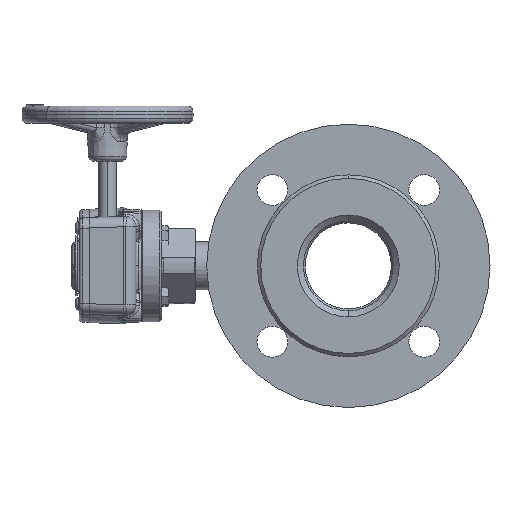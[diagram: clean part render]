
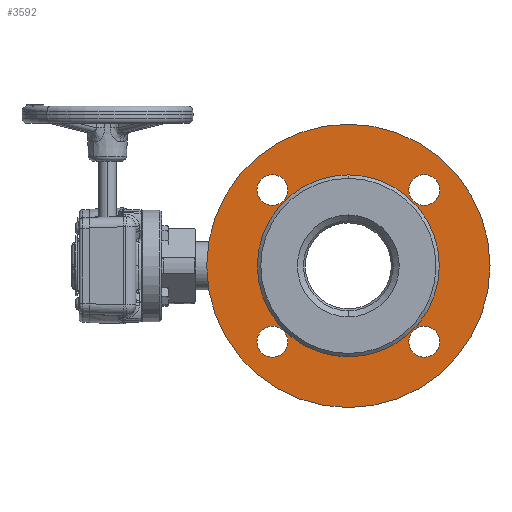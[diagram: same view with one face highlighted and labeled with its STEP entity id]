
A CAD part, left-side view. The second image highlights one B-rep face of the part: STEP entity #3592.
In plain terms, the highlighted planar face has unit normal (-1, 0, 0).
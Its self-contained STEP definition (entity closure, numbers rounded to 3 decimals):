
#388 = CARTESIAN_POINT ( 'NONE',  ( -113., 26.948, -44.194 ) ) ;
#1003 = CIRCLE ( 'NONE', #19629, 9. ) ;
#1181 = CARTESIAN_POINT ( 'NONE',  ( -113., 115.337, 44.194 ) ) ;
#1611 = FACE_BOUND ( 'NONE', #15299, .T. ) ;
#1835 = FACE_BOUND ( 'NONE', #5318, .T. ) ;
#2680 = CARTESIAN_POINT ( 'NONE',  ( -113., 115.337, 44.194 ) ) ;
#2864 = DIRECTION ( 'NONE',  ( -1., 0., 0. ) ) ;
#3001 = AXIS2_PLACEMENT_3D ( 'NONE', #388, #14517, #14311 ) ;
#3240 = DIRECTION ( 'NONE',  ( 0., 0., 1. ) ) ;
#3592 = ADVANCED_FACE ( 'NONE', ( #1611, #15302, #18895, #1835, #32619, #42745 ), #15536, .F. ) ;
#4156 = CARTESIAN_POINT ( 'NONE',  ( -113., 115.337, -35.194 ) ) ;
#4229 = EDGE_LOOP ( 'NONE', ( #18327, #17365 ) ) ;
#4427 = CARTESIAN_POINT ( 'NONE',  ( -113., 71.142, -53. ) ) ;
#4791 = CARTESIAN_POINT ( 'NONE',  ( -113., 71.142, -82.5 ) ) ;
#4985 = DIRECTION ( 'NONE',  ( 0., 0., 1. ) ) ;
#5221 = DIRECTION ( 'NONE',  ( -1., 0., 0. ) ) ;
#5318 = EDGE_LOOP ( 'NONE', ( #5815, #8694 ) ) ;
#5815 = ORIENTED_EDGE ( 'NONE', *, *, #28890, .F. ) ;
#5985 = DIRECTION ( 'NONE',  ( 0., 0., 1. ) ) ;
#5993 = EDGE_CURVE ( 'NONE', #30071, #17867, #30397, .T. ) ;
#6151 = CIRCLE ( 'NONE', #11185, 9. ) ;
#7070 = VERTEX_POINT ( 'NONE', #20256 ) ;
#7302 = EDGE_CURVE ( 'NONE', #40196, #29321, #9669, .T. ) ;
#7714 = DIRECTION ( 'NONE',  ( 0., 0., 1. ) ) ;
#7932 = EDGE_LOOP ( 'NONE', ( #10004, #33630 ) ) ;
#8589 = CARTESIAN_POINT ( 'NONE',  ( -113., 26.948, -44.194 ) ) ;
#8694 = ORIENTED_EDGE ( 'NONE', *, *, #5993, .F. ) ;
#9669 = CIRCLE ( 'NONE', #21142, 9. ) ;
#10004 = ORIENTED_EDGE ( 'NONE', *, *, #42299, .F. ) ;
#11016 = ORIENTED_EDGE ( 'NONE', *, *, #31967, .F. ) ;
#11185 = AXIS2_PLACEMENT_3D ( 'NONE', #8589, #15537, #35332 ) ;
#11530 = CARTESIAN_POINT ( 'NONE',  ( -113., 115.337, -53.194 ) ) ;
#11952 = CIRCLE ( 'NONE', #37840, 53. ) ;
#12182 = DIRECTION ( 'NONE',  ( 1., 0., 0. ) ) ;
#12616 = AXIS2_PLACEMENT_3D ( 'NONE', #42521, #24997, #7714 ) ;
#13949 = ORIENTED_EDGE ( 'NONE', *, *, #32931, .F. ) ;
#14126 = DIRECTION ( 'NONE',  ( 0., 0., -1. ) ) ;
#14311 = DIRECTION ( 'NONE',  ( 0., 0., -1. ) ) ;
#14517 = DIRECTION ( 'NONE',  ( -1., 0., 0. ) ) ;
#14530 = EDGE_LOOP ( 'NONE', ( #13949, #34589 ) ) ;
#14557 = CARTESIAN_POINT ( 'NONE',  ( -113., 71.142, 53. ) ) ;
#14863 = AXIS2_PLACEMENT_3D ( 'NONE', #42971, #12182, #25882 ) ;
#14871 = EDGE_LOOP ( 'NONE', ( #14983, #23512 ) ) ;
#14983 = ORIENTED_EDGE ( 'NONE', *, *, #35471, .T. ) ;
#15299 = EDGE_LOOP ( 'NONE', ( #36098, #11016 ) ) ;
#15302 = FACE_BOUND ( 'NONE', #14530, .T. ) ;
#15536 = PLANE ( 'NONE',  #14863 ) ;
#15537 = DIRECTION ( 'NONE',  ( -1., 0., 0. ) ) ;
#16200 = CARTESIAN_POINT ( 'NONE',  ( -113., 71.142, 0. ) ) ;
#16372 = DIRECTION ( 'NONE',  ( -1., 0., 0. ) ) ;
#16449 = DIRECTION ( 'NONE',  ( 0., 0., 1. ) ) ;
#17365 = ORIENTED_EDGE ( 'NONE', *, *, #23231, .F. ) ;
#17867 = VERTEX_POINT ( 'NONE', #4156 ) ;
#18327 = ORIENTED_EDGE ( 'NONE', *, *, #7302, .F. ) ;
#18895 = FACE_BOUND ( 'NONE', #4229, .T. ) ;
#18984 = CIRCLE ( 'NONE', #41294, 9. ) ;
#19562 = VERTEX_POINT ( 'NONE', #39402 ) ;
#19629 = AXIS2_PLACEMENT_3D ( 'NONE', #1181, #36820, #26494 ) ;
#19674 = CARTESIAN_POINT ( 'NONE',  ( -113., 71.142, 0. ) ) ;
#20256 = CARTESIAN_POINT ( 'NONE',  ( -113., 26.948, 35.194 ) ) ;
#21142 = AXIS2_PLACEMENT_3D ( 'NONE', #2680, #16372, #14126 ) ;
#22489 = AXIS2_PLACEMENT_3D ( 'NONE', #35768, #37891, #4985 ) ;
#22930 = AXIS2_PLACEMENT_3D ( 'NONE', #19674, #36764, #5985 ) ;
#23173 = DIRECTION ( 'NONE',  ( 0., 0., 1. ) ) ;
#23231 = EDGE_CURVE ( 'NONE', #29321, #40196, #1003, .T. ) ;
#23304 = CARTESIAN_POINT ( 'NONE',  ( -113., 26.948, 44.194 ) ) ;
#23512 = ORIENTED_EDGE ( 'NONE', *, *, #36194, .T. ) ;
#24128 = CARTESIAN_POINT ( 'NONE',  ( -113., 71.142, 82.5 ) ) ;
#24359 = CIRCLE ( 'NONE', #32929, 9. ) ;
#24374 = CIRCLE ( 'NONE', #22930, 82.5 ) ;
#24645 = DIRECTION ( 'NONE',  ( -1., 0., 0. ) ) ;
#24936 = EDGE_CURVE ( 'NONE', #7070, #19562, #18984, .T. ) ;
#24997 = DIRECTION ( 'NONE',  ( -1., 0., 0. ) ) ;
#25096 = AXIS2_PLACEMENT_3D ( 'NONE', #38805, #24645, #35649 ) ;
#25882 = DIRECTION ( 'NONE',  ( 0., 0., -1. ) ) ;
#26097 = CARTESIAN_POINT ( 'NONE',  ( -113., 26.948, -35.194 ) ) ;
#26389 = DIRECTION ( 'NONE',  ( -1., 0., 0. ) ) ;
#26494 = DIRECTION ( 'NONE',  ( 0., 0., -1. ) ) ;
#26942 = CARTESIAN_POINT ( 'NONE',  ( -113., 115.337, 53.194 ) ) ;
#28010 = VERTEX_POINT ( 'NONE', #4427 ) ;
#28424 = CARTESIAN_POINT ( 'NONE',  ( -113., 26.948, -53.194 ) ) ;
#28890 = EDGE_CURVE ( 'NONE', #17867, #30071, #43780, .T. ) ;
#29321 = VERTEX_POINT ( 'NONE', #42693 ) ;
#30046 = VERTEX_POINT ( 'NONE', #4791 ) ;
#30071 = VERTEX_POINT ( 'NONE', #11530 ) ;
#30397 = CIRCLE ( 'NONE', #22489, 9. ) ;
#30508 = VERTEX_POINT ( 'NONE', #14557 ) ;
#31967 = EDGE_CURVE ( 'NONE', #43381, #36137, #33864, .T. ) ;
#32619 = FACE_BOUND ( 'NONE', #7932, .T. ) ;
#32929 = AXIS2_PLACEMENT_3D ( 'NONE', #23304, #2864, #37023 ) ;
#32931 = EDGE_CURVE ( 'NONE', #19562, #7070, #24359, .T. ) ;
#33404 = CIRCLE ( 'NONE', #12616, 53. ) ;
#33630 = ORIENTED_EDGE ( 'NONE', *, *, #44472, .F. ) ;
#33864 = CIRCLE ( 'NONE', #3001, 9. ) ;
#34019 = CARTESIAN_POINT ( 'NONE',  ( -113., 71.142, 0. ) ) ;
#34589 = ORIENTED_EDGE ( 'NONE', *, *, #24936, .F. ) ;
#35332 = DIRECTION ( 'NONE',  ( 0., 0., -1. ) ) ;
#35471 = EDGE_CURVE ( 'NONE', #42621, #30046, #24374, .T. ) ;
#35649 = DIRECTION ( 'NONE',  ( 0., 0., 1. ) ) ;
#35768 = CARTESIAN_POINT ( 'NONE',  ( -113., 115.337, -44.194 ) ) ;
#35865 = AXIS2_PLACEMENT_3D ( 'NONE', #16200, #5221, #23173 ) ;
#36098 = ORIENTED_EDGE ( 'NONE', *, *, #42291, .F. ) ;
#36137 = VERTEX_POINT ( 'NONE', #26097 ) ;
#36194 = EDGE_CURVE ( 'NONE', #30046, #42621, #43052, .T. ) ;
#36764 = DIRECTION ( 'NONE',  ( -1., 0., 0. ) ) ;
#36820 = DIRECTION ( 'NONE',  ( -1., 0., 0. ) ) ;
#37023 = DIRECTION ( 'NONE',  ( 0., 0., 1. ) ) ;
#37149 = CARTESIAN_POINT ( 'NONE',  ( -113., 26.948, 44.194 ) ) ;
#37840 = AXIS2_PLACEMENT_3D ( 'NONE', #34019, #26389, #3240 ) ;
#37891 = DIRECTION ( 'NONE',  ( -1., 0., 0. ) ) ;
#38805 = CARTESIAN_POINT ( 'NONE',  ( -113., 115.337, -44.194 ) ) ;
#39402 = CARTESIAN_POINT ( 'NONE',  ( -113., 26.948, 53.194 ) ) ;
#40196 = VERTEX_POINT ( 'NONE', #26942 ) ;
#40299 = DIRECTION ( 'NONE',  ( -1., 0., 0. ) ) ;
#41294 = AXIS2_PLACEMENT_3D ( 'NONE', #37149, #40299, #16449 ) ;
#42291 = EDGE_CURVE ( 'NONE', #36137, #43381, #6151, .T. ) ;
#42299 = EDGE_CURVE ( 'NONE', #28010, #30508, #33404, .T. ) ;
#42521 = CARTESIAN_POINT ( 'NONE',  ( -113., 71.142, 0. ) ) ;
#42621 = VERTEX_POINT ( 'NONE', #24128 ) ;
#42693 = CARTESIAN_POINT ( 'NONE',  ( -113., 115.337, 35.194 ) ) ;
#42745 = FACE_OUTER_BOUND ( 'NONE', #14871, .T. ) ;
#42971 = CARTESIAN_POINT ( 'NONE',  ( -113., 124.142, 0. ) ) ;
#43052 = CIRCLE ( 'NONE', #35865, 82.5 ) ;
#43381 = VERTEX_POINT ( 'NONE', #28424 ) ;
#43780 = CIRCLE ( 'NONE', #25096, 9. ) ;
#44472 = EDGE_CURVE ( 'NONE', #30508, #28010, #11952, .T. ) ;
